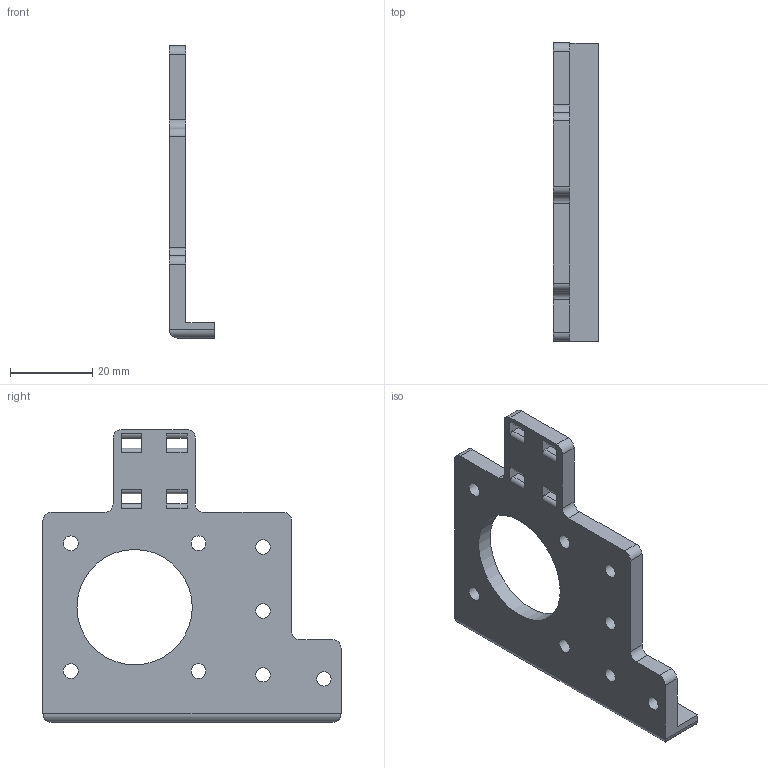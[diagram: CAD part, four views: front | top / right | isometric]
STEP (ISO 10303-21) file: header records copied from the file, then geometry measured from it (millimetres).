
FILE_DESCRIPTION(/* description */ (''),/* implementation_level */ '2;1');
FILE_NAME(/* name */ 'Titan_Mount v1.step',/* time_stamp */ '2020-09-05T23:33:09+01:00',/* author */ (''),/* organization */ (''),/* preprocessor_version */ 'ST-DEVELOPER v18.1',/* originating_system */ 'Autodesk Translation Framework v9.3.0.1241',/* authorisation */ '');
FILE_SCHEMA (('AUTOMOTIVE_DESIGN { 1 0 10303 214 3 1 1 }'));
Length unit declared in the file: millimetre
Products named in the file (1): Titan_Mount
Bounding box: 11 x 72.33 x 70.95 mm (x, y, z)
Volume: 13671.2 mm3; surface area: 8955.8 mm2
Topology: 1 solids, 1 shells, 66 faces, 190 edges, 126 vertices
Faces by surface type: cylinder 36, plane 30
Full cylindrical faces by diameter (mm): 3.5 x4, 3.6 x4, 28 x1
Entity records: 2280 total; most frequent: DIRECTION 394, CARTESIAN_POINT 383, ORIENTED_EDGE 380, EDGE_CURVE 190, AXIS2_PLACEMENT_3D 137, VERTEX_POINT 126, LINE 120, VECTOR 120
